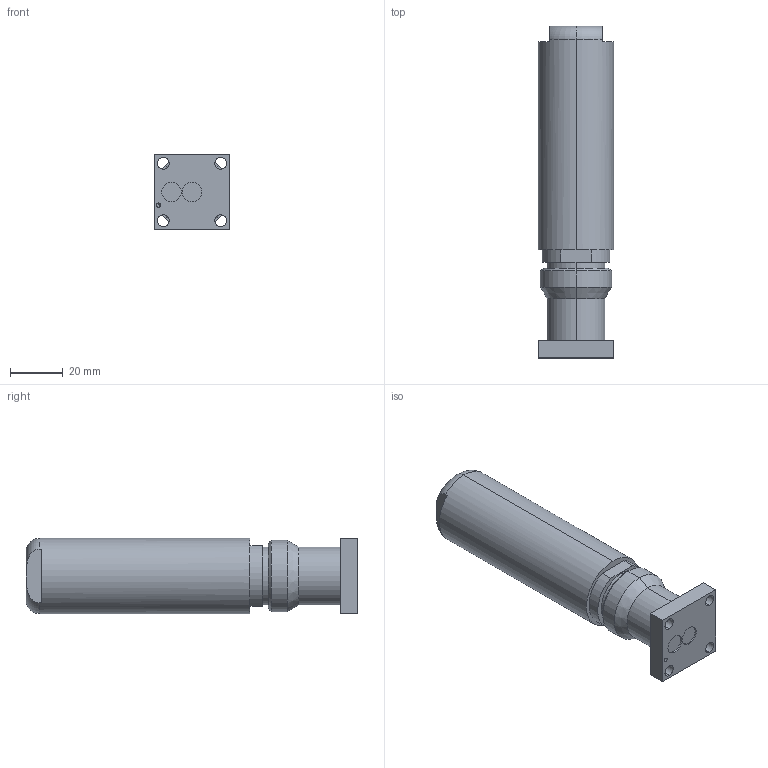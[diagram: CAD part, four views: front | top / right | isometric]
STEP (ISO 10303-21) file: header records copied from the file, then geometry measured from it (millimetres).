
FILE_DESCRIPTION (( 'STEP AP214' ), '1' );
FILE_NAME ('101000050783.STEP', '2025-11-04T07:04:27', ( 'Microsoft' ), ( 'Microsoft' ), 'SwSTEP 2.0', 'SolidWorks 2025', '' );
FILE_SCHEMA (( 'AUTOMOTIVE_DESIGN' ));
Length unit declared in the file: millimetre
Products named in the file (1): 101000050783
Bounding box: 28.5 x 126 x 28.5 mm (x, y, z)
Volume: 73502.6 mm3; surface area: 13416.2 mm2
Topology: 1 solids, 1 shells, 52 faces, 121 edges, 78 vertices
Faces by surface type: cylinder 24, plane 22, cone 4, torus 2
Entity records: 1730 total; most frequent: CARTESIAN_POINT 444, DIRECTION 283, ORIENTED_EDGE 242, EDGE_CURVE 121, AXIS2_PLACEMENT_3D 111, VERTEX_POINT 78, EDGE_LOOP 69, VECTOR 61
